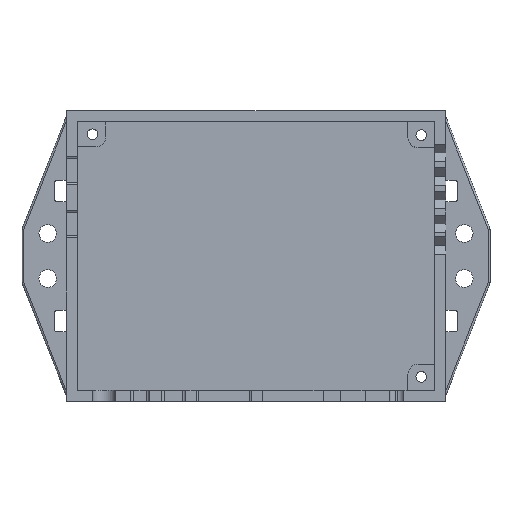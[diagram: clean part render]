
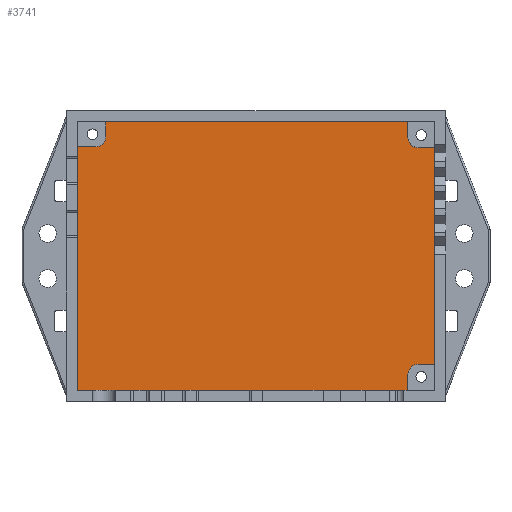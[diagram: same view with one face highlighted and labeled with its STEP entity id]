
A CAD part, top view. The second image highlights one B-rep face of the part: STEP entity #3741.
In plain terms, the highlighted planar face has unit normal (0, 0, 1).
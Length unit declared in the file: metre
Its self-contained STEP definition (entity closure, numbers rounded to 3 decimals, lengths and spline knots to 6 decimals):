
#111=CIRCLE('',#3980,0.002845);
#112=CIRCLE('',#3981,0.002845);
#113=CIRCLE('',#3982,0.002845);
#419=ORIENTED_EDGE('',*,*,#1519,.F.);
#420=ORIENTED_EDGE('',*,*,#1520,.T.);
#421=ORIENTED_EDGE('',*,*,#1521,.T.);
#422=ORIENTED_EDGE('',*,*,#1461,.F.);
#423=ORIENTED_EDGE('',*,*,#1522,.F.);
#424=ORIENTED_EDGE('',*,*,#1523,.T.);
#425=ORIENTED_EDGE('',*,*,#1524,.T.);
#426=ORIENTED_EDGE('',*,*,#1516,.T.);
#427=ORIENTED_EDGE('',*,*,#1525,.F.);
#428=ORIENTED_EDGE('',*,*,#1526,.T.);
#429=ORIENTED_EDGE('',*,*,#1527,.T.);
#430=ORIENTED_EDGE('',*,*,#1403,.T.);
#431=ORIENTED_EDGE('',*,*,#1528,.F.);
#1403=EDGE_CURVE('',#1958,#1957,#2310,.T.);
#1461=EDGE_CURVE('',#2008,#2009,#2356,.T.);
#1516=EDGE_CURVE('',#2063,#2062,#2409,.T.);
#1519=EDGE_CURVE('',#2065,#2066,#2412,.T.);
#1520=EDGE_CURVE('',#2065,#2067,#111,.F.);
#1521=EDGE_CURVE('',#2067,#2009,#2413,.T.);
#1522=EDGE_CURVE('',#2068,#2008,#2414,.T.);
#1523=EDGE_CURVE('',#2068,#2069,#112,.F.);
#1524=EDGE_CURVE('',#2069,#2063,#2415,.T.);
#1525=EDGE_CURVE('',#2070,#2062,#2416,.T.);
#1526=EDGE_CURVE('',#2070,#2071,#113,.F.);
#1527=EDGE_CURVE('',#2071,#1958,#2417,.T.);
#1528=EDGE_CURVE('',#2066,#1957,#2418,.T.);
#1957=VERTEX_POINT('',#5516);
#1958=VERTEX_POINT('',#5518);
#2008=VERTEX_POINT('',#5631);
#2009=VERTEX_POINT('',#5633);
#2062=VERTEX_POINT('',#5741);
#2063=VERTEX_POINT('',#5743);
#2065=VERTEX_POINT('',#5749);
#2066=VERTEX_POINT('',#5750);
#2067=VERTEX_POINT('',#5752);
#2068=VERTEX_POINT('',#5755);
#2069=VERTEX_POINT('',#5757);
#2070=VERTEX_POINT('',#5760);
#2071=VERTEX_POINT('',#5762);
#2310=LINE('',#5517,#2748);
#2356=LINE('',#5632,#2794);
#2409=LINE('',#5742,#2847);
#2412=LINE('',#5748,#2850);
#2413=LINE('',#5753,#2851);
#2414=LINE('',#5754,#2852);
#2415=LINE('',#5758,#2853);
#2416=LINE('',#5759,#2854);
#2417=LINE('',#5763,#2855);
#2418=LINE('',#5764,#2856);
#2748=VECTOR('',#4371,1.);
#2794=VECTOR('',#4453,1.);
#2847=VECTOR('',#4512,1.);
#2850=VECTOR('',#4517,1.);
#2851=VECTOR('',#4520,1.);
#2852=VECTOR('',#4521,1.);
#2853=VECTOR('',#4524,1.);
#2854=VECTOR('',#4525,1.);
#2855=VECTOR('',#4528,1.);
#2856=VECTOR('',#4529,1.);
#3140=EDGE_LOOP('',(#419,#420,#421,#422,#423,#424,#425,#426,#427,#428,#429,
#430,#431));
#3387=FACE_BOUND('',#3140,.T.);
#3609=PLANE('',#3979);
#3741=ADVANCED_FACE('',(#3387),#3609,.T.);
#3979=AXIS2_PLACEMENT_3D('',#5747,#4515,#4516);
#3980=AXIS2_PLACEMENT_3D('',#5751,#4518,#4519);
#3981=AXIS2_PLACEMENT_3D('',#5756,#4522,#4523);
#3982=AXIS2_PLACEMENT_3D('',#5761,#4526,#4527);
#4371=DIRECTION('',(0.,-1.,0.));
#4453=DIRECTION('',(0.,-1.,0.));
#4512=DIRECTION('',(-1.,0.,0.));
#4515=DIRECTION('',(0.,0.,1.));
#4516=DIRECTION('',(1.,0.,0.));
#4517=DIRECTION('',(0.,-1.,0.));
#4518=DIRECTION('',(0.,0.,1.));
#4519=DIRECTION('',(1.,0.,0.));
#4520=DIRECTION('',(1.,0.,0.));
#4521=DIRECTION('',(1.,0.,0.));
#4522=DIRECTION('',(0.,0.,1.));
#4523=DIRECTION('',(1.,0.,0.));
#4524=DIRECTION('',(0.,1.,0.));
#4525=DIRECTION('',(0.,1.,0.));
#4526=DIRECTION('',(0.,0.,1.));
#4527=DIRECTION('',(1.,0.,0.));
#4528=DIRECTION('',(-1.,0.,0.));
#4529=DIRECTION('',(-1.,0.,0.));
#5516=CARTESIAN_POINT('',(0.,0.,0.00221));
#5517=CARTESIAN_POINT('',(0.,0.03775,0.00221));
#5518=CARTESIAN_POINT('',(0.,0.0685,0.00221));
#5631=CARTESIAN_POINT('',(0.1005,0.06825,0.00221));
#5632=CARTESIAN_POINT('',(0.1005,0.03775,0.00221));
#5633=CARTESIAN_POINT('',(0.1005,0.00725,0.00221));
#5741=CARTESIAN_POINT('',(0.008,0.0755,0.00221));
#5742=CARTESIAN_POINT('',(0.05025,0.0755,0.00221));
#5743=CARTESIAN_POINT('',(0.093,0.0755,0.00221));
#5747=CARTESIAN_POINT('',(0.05025,0.03775,0.00221));
#5748=CARTESIAN_POINT('',(0.093,0.03775,0.00221));
#5749=CARTESIAN_POINT('',(0.093,0.004405,0.00221));
#5750=CARTESIAN_POINT('',(0.093,0.,0.00221));
#5751=CARTESIAN_POINT('',(0.095845,0.004405,0.00221));
#5752=CARTESIAN_POINT('',(0.095845,0.00725,0.00221));
#5753=CARTESIAN_POINT('',(0.05025,0.00725,0.00221));
#5754=CARTESIAN_POINT('',(0.05025,0.06825,0.00221));
#5755=CARTESIAN_POINT('',(0.095845,0.06825,0.00221));
#5756=CARTESIAN_POINT('',(0.095845,0.071095,0.00221));
#5757=CARTESIAN_POINT('',(0.093,0.071095,0.00221));
#5758=CARTESIAN_POINT('',(0.093,0.03775,0.00221));
#5759=CARTESIAN_POINT('',(0.008,0.03775,0.00221));
#5760=CARTESIAN_POINT('',(0.008,0.071345,0.00221));
#5761=CARTESIAN_POINT('',(0.005155,0.071345,0.00221));
#5762=CARTESIAN_POINT('',(0.005155,0.0685,0.00221));
#5763=CARTESIAN_POINT('',(0.05025,0.0685,0.00221));
#5764=CARTESIAN_POINT('',(0.05025,0.,0.00221));
